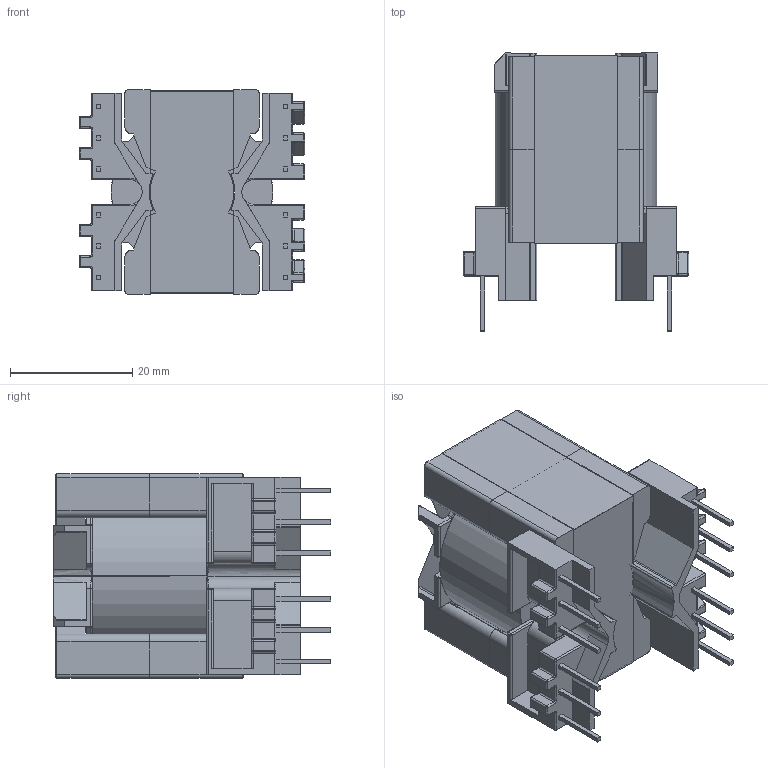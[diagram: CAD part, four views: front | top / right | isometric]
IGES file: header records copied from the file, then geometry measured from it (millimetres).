
Start section: SolidWorks IGES file using analytic representation for surfaces
Global section: file name: PQ3230_6962.IGS; native system: SolidWorks 2017; preprocessor: SolidWorks 2017; author: wyatt.kraus; date: 200407.160226; units: inch
Bounding box: 36.94 x 45.48 x 33.5 mm (x, y, z)
Surface area: 21682.3 mm2 (no closed solid volume)
Topology: 0 solids, 0 shells, 711 faces, 5126 edges, 5084 vertices
Faces by surface type: bspline 399, revolution 312
